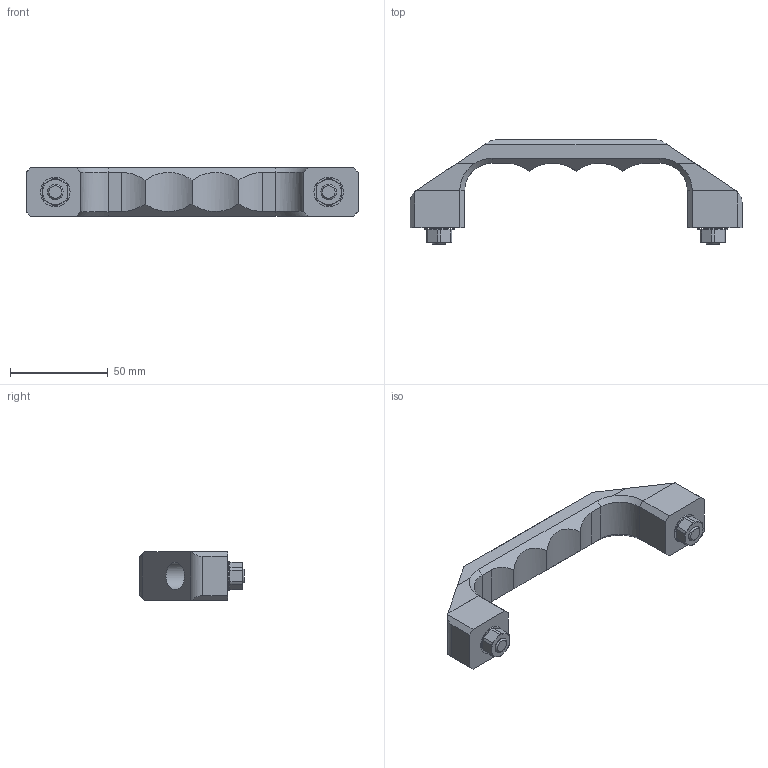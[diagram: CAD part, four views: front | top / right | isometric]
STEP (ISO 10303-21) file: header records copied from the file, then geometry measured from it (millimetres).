
FILE_DESCRIPTION( ( 'STEP AP214' ), '1' );
FILE_NAME( 'K0198.140081.stp', '2020-11-26T11:48:57', ( '' ), ( '' ), ' ', 'PARTsolutions', ' ' );
FILE_SCHEMA( ( 'AUTOMOTIVE_DESIGN { 1 0 10303 214 1 1 1 1 }' ) );
Length unit declared in the file: millimetre
Products named in the file (1): _K0198.140081
Bounding box: 169.99 x 53.48 x 25.02 mm (x, y, z)
Volume: 67060 mm3; surface area: 19702.8 mm2
Topology: 1 solids, 1 shells, 145 faces, 381 edges, 252 vertices
Faces by surface type: plane 81, cone 32, cylinder 32
Full cylindrical faces by diameter (mm): 8 x4, 12.8 x1, 13 x1, 14 x1, 14.2 x1, 15.12 x2
Entity records: 5702 total; most frequent: CARTESIAN_POINT 1034, ORIENTED_EDGE 724, DIRECTION 702, EDGE_CURVE 362, AXIS2_PLACEMENT_3D 253, VERTEX_POINT 249, LINE 196, VECTOR 196
